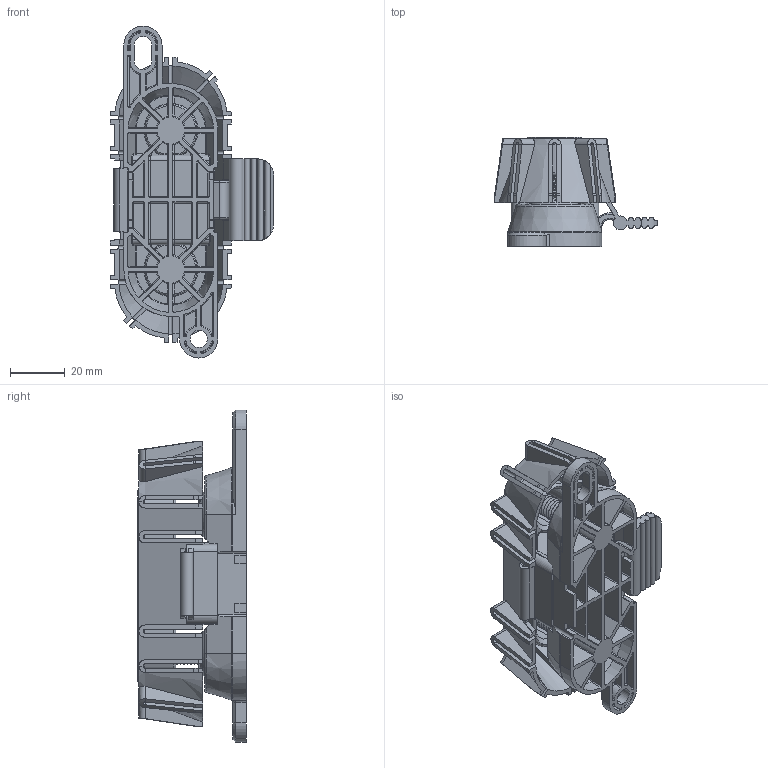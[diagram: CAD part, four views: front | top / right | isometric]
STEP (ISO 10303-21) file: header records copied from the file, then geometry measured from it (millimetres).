
FILE_DESCRIPTION((''),'2;1');
FILE_NAME('MFH-U10-SB_INSTALLED_NCF_ASM','2025-05-27T12:55:08',('20077268'),(''),'CREO PARAMETRIC BY PTC INC, 2024014','CREO PARAMETRIC BY PTC INC, 2024014','');
FILE_SCHEMA(('CONFIG_CONTROL_DESIGN'));
Length unit declared in the file: millimetre
Products named in the file (4): MFH-UXX-XX_BODY_NCF; C05-1003-U1_NCF; MFH-SB_NCF_INSTALLED; MFH-U10-SB_INSTALLED_NCF_ASM
Assembly tree (4 placements, depth 2):
  MFH-U10-SB_INSTALLED_NCF_ASM
    MFH-UXX-XX_BODY_NCF
    C05-1003-U1_NCF  x2
    MFH-SB_NCF_INSTALLED
Bounding box: 59.65 x 39.82 x 121.36 mm (x, y, z)
Volume: 51934.9 mm3; surface area: 54061.4 mm2
Topology: 4 solids, 4 shells, 2099 faces, 5202 edges, 3145 vertices
Faces by surface type: plane 769, cylinder 729, bspline 188, sphere 145, torus 140, cone 128
Entity records: 65985 total; most frequent: CARTESIAN_POINT 24262, ORIENTED_EDGE 8940, DIRECTION 8505, EDGE_CURVE 4470, AXIS2_PLACEMENT_3D 3220, VERTEX_POINT 2685, VECTOR 2065, LINE 2065
